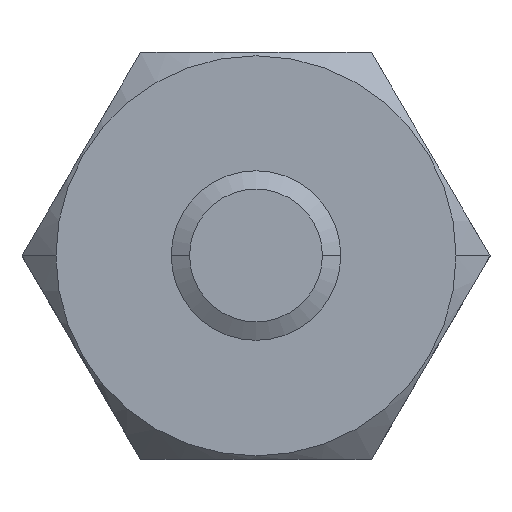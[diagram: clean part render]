
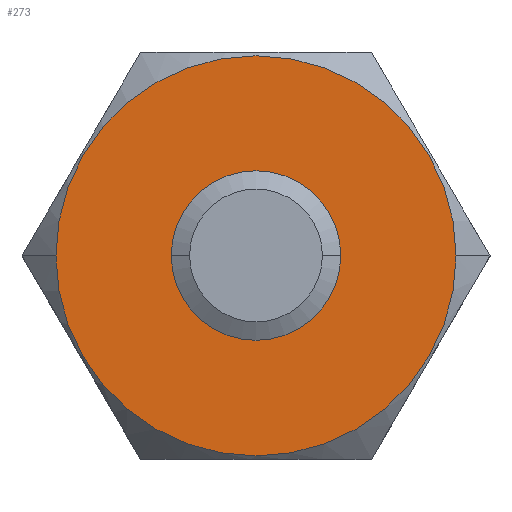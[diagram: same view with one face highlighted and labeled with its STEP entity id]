
A CAD part, top view. The second image highlights one B-rep face of the part: STEP entity #273.
In plain terms, the highlighted planar face has unit normal (0, 0, 1).
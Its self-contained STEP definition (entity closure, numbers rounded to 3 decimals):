
#177=VERTEX_POINT('',#448);
#179=EDGE_CURVE('',#177,#225,#450,.T.);
#225=VERTEX_POINT('',#501);
#273=ADVANCED_FACE('',(#554),#555,.T.);
#303=EDGE_CURVE('',#225,#177,#589,.T.);
#448=CARTESIAN_POINT('',(-5.9,0.,5.));
#450=CIRCLE('',#742,5.9);
#501=CARTESIAN_POINT('',(5.9,0.,5.));
#554=FACE_OUTER_BOUND('',#915,.T.);
#555=PLANE('',#916);
#589=CIRCLE('',#971,5.9);
#742=AXIS2_PLACEMENT_3D('',#1213,#1214,#1215);
#915=EDGE_LOOP('',(#1337,#1338));
#916=AXIS2_PLACEMENT_3D('',#1339,#1340,#1341);
#971=AXIS2_PLACEMENT_3D('',#1388,#1389,#1390);
#1213=CARTESIAN_POINT('',(0.,0.,5.));
#1214=DIRECTION('',(0.0,0.0,-1.0));
#1215=DIRECTION('',(1.0,0.,0.0));
#1337=ORIENTED_EDGE('',*,*,#303,.F.);
#1338=ORIENTED_EDGE('',*,*,#179,.F.);
#1339=CARTESIAN_POINT('',(4.325,0.,5.));
#1340=DIRECTION('',(0.0,0.0,1.0));
#1341=DIRECTION('',(-1.0,0.,0.0));
#1388=CARTESIAN_POINT('',(0.,0.,5.));
#1389=DIRECTION('',(0.0,0.0,-1.0));
#1390=DIRECTION('',(1.0,0.,0.0));
